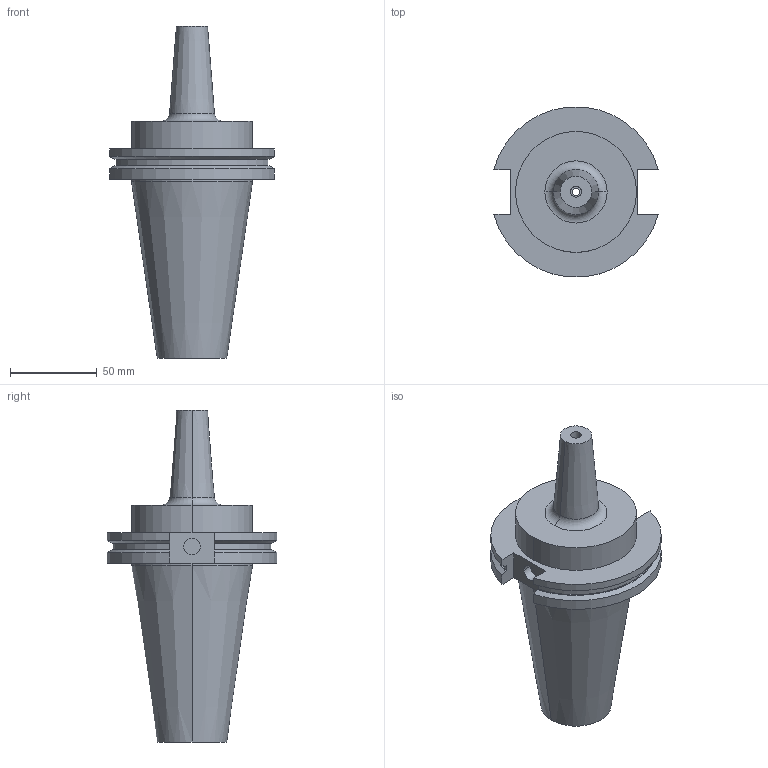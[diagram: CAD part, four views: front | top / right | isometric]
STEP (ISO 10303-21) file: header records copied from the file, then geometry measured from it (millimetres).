
FILE_DESCRIPTION (( 'STEP AP203' ), '1' );
FILE_NAME ('STP-47.651.54.354.STEP', '2019-07-30T07:47:35', ( '' ), ( '' ), 'SwSTEP 2.0', 'SolidWorks 2017', '' );
FILE_SCHEMA (( 'CONFIG_CONTROL_DESIGN' ));
Length unit declared in the file: millimetre
Products named in the file (1): STP-47.651.54.354
Bounding box: 94.95 x 98.05 x 191.6 mm (x, y, z)
Volume: 418433.6 mm3; surface area: 50896.5 mm2
Topology: 1 solids, 1 shells, 59 faces, 136 edges, 86 vertices
Faces by surface type: cylinder 24, plane 19, cone 14, torus 2
Entity records: 1771 total; most frequent: DIRECTION 312, CARTESIAN_POINT 306, ORIENTED_EDGE 272, EDGE_CURVE 136, AXIS2_PLACEMENT_3D 124, VERTEX_POINT 86, EDGE_LOOP 68, CIRCLE 64
